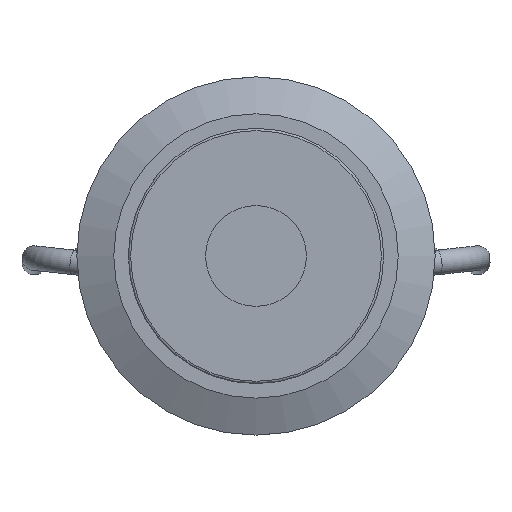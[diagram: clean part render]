
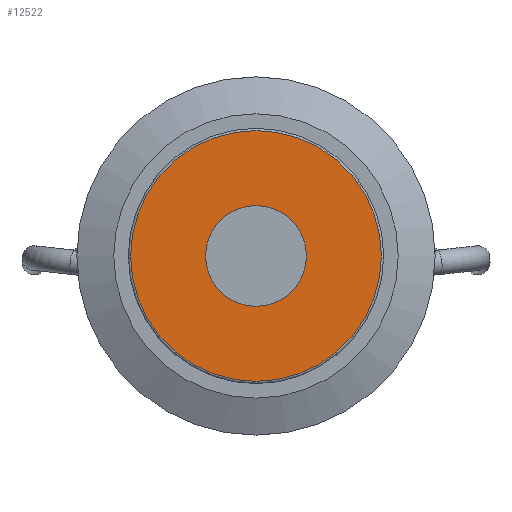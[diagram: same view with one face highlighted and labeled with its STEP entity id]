
A CAD part, top view. The second image highlights one B-rep face of the part: STEP entity #12522.
In plain terms, the highlighted planar face has unit normal (0, 0, 1).
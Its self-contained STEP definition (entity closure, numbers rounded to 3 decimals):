
#105=FACE_BOUND('',#1932,.T.);
#444=PLANE('',#13924);
#1204=FACE_OUTER_BOUND('',#1931,.T.);
#1931=EDGE_LOOP('',(#11620));
#1932=EDGE_LOOP('',(#11621));
#4652=CIRCLE('',#13522,4.5);
#4809=CIRCLE('',#13925,11.2);
#5719=VERTEX_POINT('',#22017);
#5994=VERTEX_POINT('',#23065);
#7343=EDGE_CURVE('',#5719,#5719,#4652,.T.);
#7870=EDGE_CURVE('',#5994,#5994,#4809,.T.);
#11620=ORIENTED_EDGE('',*,*,#7870,.F.);
#11621=ORIENTED_EDGE('',*,*,#7343,.T.);
#12522=ADVANCED_FACE('',(#1204,#105),#444,.F.);
#13522=AXIS2_PLACEMENT_3D('',#22018,#16531,#16532);
#13924=AXIS2_PLACEMENT_3D('',#23064,#17705,#17706);
#13925=AXIS2_PLACEMENT_3D('',#23066,#17707,#17708);
#16531=DIRECTION('center_axis',(0.,0.,
-1.));
#16532=DIRECTION('ref_axis',(0.,1.,0.));
#17705=DIRECTION('center_axis',(0.,0.,
-1.));
#17706=DIRECTION('ref_axis',(0.,1.,0.));
#17707=DIRECTION('center_axis',(0.,0.,
-1.));
#17708=DIRECTION('ref_axis',(0.,1.,0.));
#22017=CARTESIAN_POINT('',(0.,-4.5,42.9));
#22018=CARTESIAN_POINT('Origin',(0.,0.,
42.9));
#23064=CARTESIAN_POINT('Origin',(0.,0.,
42.9));
#23065=CARTESIAN_POINT('',(0.,-11.2,42.9));
#23066=CARTESIAN_POINT('Origin',(0.,0.,
42.9));
